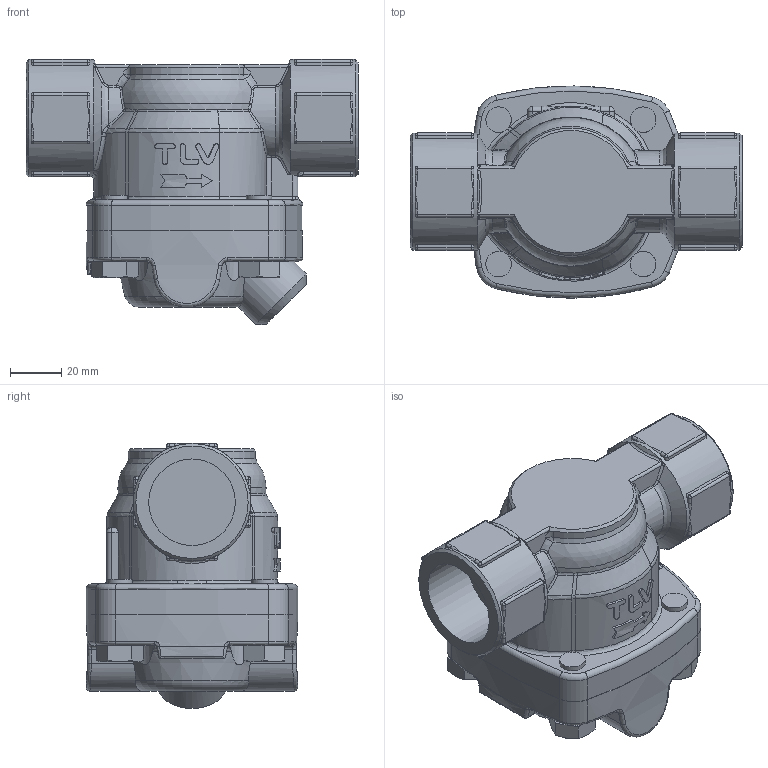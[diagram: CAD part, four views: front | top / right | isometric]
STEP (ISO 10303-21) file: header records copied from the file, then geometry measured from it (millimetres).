
FILE_DESCRIPTION((''),'2;1');
FILE_NAME('ss1vh-025-sw000-00.stp','2009-12-18T15:26:32',('nakaot'),(''),'Autodesk Inventor 2008','Autodesk Inventor 2008','');
FILE_SCHEMA(('AUTOMOTIVE_DESIGN { 1 0 10303 214 1 1 1 1 }'));
Length unit declared in the file: millimetre
Products named in the file (1): ss1vh-025-sw000-00
Bounding box: 130 x 83 x 103.77 mm (x, y, z)
Volume: 454241.6 mm3; surface area: 62535 mm2
Topology: 1 solids, 1 shells, 633 faces, 1561 edges, 878 vertices
Faces by surface type: bspline 235, cylinder 170, plane 144, cone 38, sphere 36, torus 10
Full cylindrical faces by diameter (mm): 10 x8, 28 x1, 46 x2
Entity records: 34007 total; most frequent: CARTESIAN_POINT 21046, ORIENTED_EDGE 2918, DIRECTION 2341, EDGE_CURVE 1459, AXIS2_PLACEMENT_3D 976, VERTEX_POINT 867, EDGE_LOOP 680, FACE_OUTER_BOUND 633
